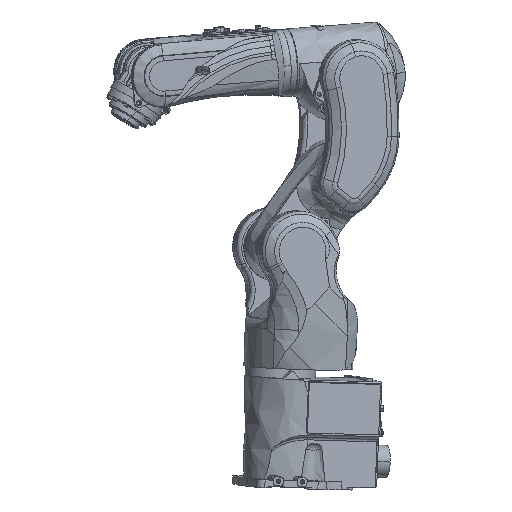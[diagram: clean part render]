
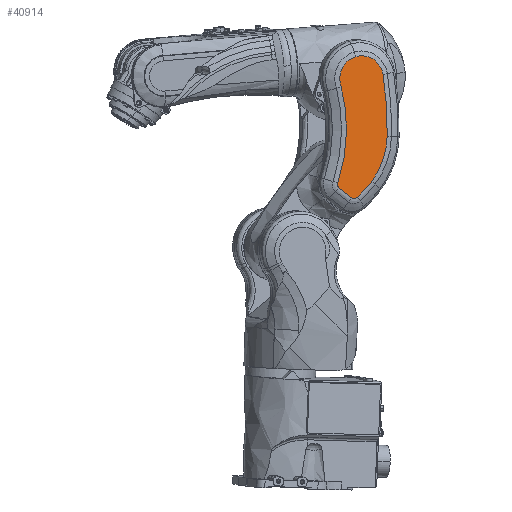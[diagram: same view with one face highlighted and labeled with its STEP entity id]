
A CAD part, top view. The second image highlights one B-rep face of the part: STEP entity #40914.
In plain terms, the highlighted free-form (B-spline) face has degree [1, 1] with [2, 2] control points.
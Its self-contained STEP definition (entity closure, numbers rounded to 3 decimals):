
#35616 = VERTEX_POINT('',#35617);
#35617 = CARTESIAN_POINT('',(-123.61,165.662,
    -103.387));
#35623 = EDGE_CURVE('',#35624,#35616,#35626,.T.);
#35624 = VERTEX_POINT('',#35625);
#35625 = CARTESIAN_POINT('',(-90.677,144.131,
    -113.229));
#35626 = ( BOUNDED_CURVE() B_SPLINE_CURVE(2,(#35627,#35628,#35629),
.UNSPECIFIED.,.F.,.F.) B_SPLINE_CURVE_WITH_KNOTS((3,3),(4.607,
6.283),.PIECEWISE_BEZIER_KNOTS.) CURVE() 
GEOMETRIC_REPRESENTATION_ITEM() RATIONAL_B_SPLINE_CURVE((1.,
0.669,1.)) REPRESENTATION_ITEM('') );
#35627 = CARTESIAN_POINT('',(-90.677,144.131,
    -113.229));
#35628 = CARTESIAN_POINT('',(-95.392,173.97,
    -110.713));
#35629 = CARTESIAN_POINT('',(-123.61,165.662,
    -103.387));
#40914 = ADVANCED_FACE('',(#40915),#40984,.T.);
#40915 = FACE_BOUND('',#40916,.T.);
#40916 = EDGE_LOOP('',(#40917,#40918,#40926,#40934,#40944,#40952,#40962,
    #40970,#40978));
#40917 = ORIENTED_EDGE('',*,*,#35623,.T.);
#40918 = ORIENTED_EDGE('',*,*,#40919,.T.);
#40919 = EDGE_CURVE('',#35616,#40920,#40922,.T.);
#40920 = VERTEX_POINT('',#40921);
#40921 = CARTESIAN_POINT('',(-141.191,129.257,
    -100.114));
#40922 = ( BOUNDED_CURVE() B_SPLINE_CURVE(2,(#40923,#40924,#40925),
.UNSPECIFIED.,.F.,.F.) B_SPLINE_CURVE_WITH_KNOTS((3,3),(0.,
1.676),.PIECEWISE_BEZIER_KNOTS.) CURVE() 
GEOMETRIC_REPRESENTATION_ITEM() RATIONAL_B_SPLINE_CURVE((1.,
0.669,1.)) REPRESENTATION_ITEM('') );
#40923 = CARTESIAN_POINT('',(-123.61,165.662,
    -103.387));
#40924 = CARTESIAN_POINT('',(-151.828,157.353,
    -96.06));
#40925 = CARTESIAN_POINT('',(-141.191,129.257,
    -100.114));
#40926 = ORIENTED_EDGE('',*,*,#40927,.F.);
#40927 = EDGE_CURVE('',#40928,#40920,#40930,.T.);
#40928 = VERTEX_POINT('',#40929);
#40929 = CARTESIAN_POINT('',(-145.372,13.109,
    -103.783));
#40930 = ( BOUNDED_CURVE() B_SPLINE_CURVE(2,(#40931,#40932,#40933),
.UNSPECIFIED.,.F.,.F.) B_SPLINE_CURVE_WITH_KNOTS((3,3),(5.692,
6.283),.PIECEWISE_BEZIER_KNOTS.) CURVE() 
GEOMETRIC_REPRESENTATION_ITEM() RATIONAL_B_SPLINE_CURVE((1.,
0.957,1.)) REPRESENTATION_ITEM('') );
#40931 = CARTESIAN_POINT('',(-145.372,13.109,
    -103.783));
#40932 = CARTESIAN_POINT('',(-126.195,70.716,
    -106.612));
#40933 = CARTESIAN_POINT('',(-141.191,129.257,
    -100.114));
#40934 = ORIENTED_EDGE('',*,*,#40935,.F.);
#40935 = EDGE_CURVE('',#40936,#40928,#40938,.T.);
#40936 = VERTEX_POINT('',#40937);
#40937 = CARTESIAN_POINT('',(-143.809,6.788,
    -104.469));
#40938 = B_SPLINE_CURVE_WITH_KNOTS('',4,(#40939,#40940,#40941,#40942,
    #40943),.UNSPECIFIED.,.F.,.F.,(5,5),(0.,1.),
  .PIECEWISE_BEZIER_KNOTS.);
#40939 = CARTESIAN_POINT('',(-143.809,6.788,
    -104.469));
#40940 = CARTESIAN_POINT('',(-145.047,7.94,
    -104.085));
#40941 = CARTESIAN_POINT('',(-145.85,9.602,
    -103.798));
#40942 = CARTESIAN_POINT('',(-145.919,11.467,
    -103.702));
#40943 = CARTESIAN_POINT('',(-145.372,13.109,
    -103.783));
#40944 = ORIENTED_EDGE('',*,*,#40945,.F.);
#40945 = EDGE_CURVE('',#40946,#40936,#40948,.T.);
#40946 = VERTEX_POINT('',#40947);
#40947 = CARTESIAN_POINT('',(-128.724,-5.,
    -109.057));
#40948 = ( BOUNDED_CURVE() B_SPLINE_CURVE(2,(#40949,#40950,#40951),
.UNSPECIFIED.,.F.,.F.) B_SPLINE_CURVE_WITH_KNOTS((3,3),(6.114,
6.283),.PIECEWISE_BEZIER_KNOTS.) CURVE() 
GEOMETRIC_REPRESENTATION_ITEM() RATIONAL_B_SPLINE_CURVE((1.,
0.996,1.)) REPRESENTATION_ITEM('') );
#40949 = CARTESIAN_POINT('',(-128.724,-5.,
    -109.057));
#40950 = CARTESIAN_POINT('',(-136.756,0.227,
    -106.657));
#40951 = CARTESIAN_POINT('',(-143.809,6.788,
    -104.469));
#40952 = ORIENTED_EDGE('',*,*,#40953,.F.);
#40953 = EDGE_CURVE('',#40954,#40946,#40956,.T.);
#40954 = VERTEX_POINT('',#40955);
#40955 = CARTESIAN_POINT('',(-121.821,-4.363,
    -110.907));
#40956 = B_SPLINE_CURVE_WITH_KNOTS('',4,(#40957,#40958,#40959,#40960,
    #40961),.UNSPECIFIED.,.F.,.F.,(5,5),(0.,1.),
  .PIECEWISE_BEZIER_KNOTS.);
#40957 = CARTESIAN_POINT('',(-121.821,-4.363,
    -110.907));
#40958 = CARTESIAN_POINT('',(-123.212,-5.654,
    -110.582));
#40959 = CARTESIAN_POINT('',(-125.148,-6.334,
    -110.084));
#40960 = CARTESIAN_POINT('',(-127.159,-6.019,
    -109.525));
#40961 = CARTESIAN_POINT('',(-128.724,-5.,
    -109.057));
#40962 = ORIENTED_EDGE('',*,*,#40963,.F.);
#40963 = EDGE_CURVE('',#40964,#40954,#40966,.T.);
#40964 = VERTEX_POINT('',#40965);
#40965 = CARTESIAN_POINT('',(-104.121,15.399,
    -114.901));
#40966 = ( BOUNDED_CURVE() B_SPLINE_CURVE(2,(#40967,#40968,#40969),
.UNSPECIFIED.,.F.,.F.) B_SPLINE_CURVE_WITH_KNOTS((3,3),(6.098,
6.283),.PIECEWISE_BEZIER_KNOTS.) CURVE() 
GEOMETRIC_REPRESENTATION_ITEM() RATIONAL_B_SPLINE_CURVE((1.,
0.996,1.)) REPRESENTATION_ITEM('') );
#40967 = CARTESIAN_POINT('',(-104.121,15.399,
    -114.901));
#40968 = CARTESIAN_POINT('',(-112.092,4.675,
    -113.178));
#40969 = CARTESIAN_POINT('',(-121.821,-4.363,
    -110.907));
#40970 = ORIENTED_EDGE('',*,*,#40971,.F.);
#40971 = EDGE_CURVE('',#40972,#40964,#40974,.T.);
#40972 = VERTEX_POINT('',#40973);
#40973 = CARTESIAN_POINT('',(-85.661,69.358,
    -117.686));
#40974 = ( BOUNDED_CURVE() B_SPLINE_CURVE(2,(#40975,#40976,#40977),
.UNSPECIFIED.,.F.,.F.) B_SPLINE_CURVE_WITH_KNOTS((3,3),(5.647,
6.283),.PIECEWISE_BEZIER_KNOTS.) CURVE() 
GEOMETRIC_REPRESENTATION_ITEM() RATIONAL_B_SPLINE_CURVE((1.,
0.95,1.)) REPRESENTATION_ITEM('') );
#40975 = CARTESIAN_POINT('',(-85.661,69.358,
    -117.686));
#40976 = CARTESIAN_POINT('',(-86.337,39.326,
    -118.745));
#40977 = CARTESIAN_POINT('',(-104.121,15.399,
    -114.901));
#40978 = ORIENTED_EDGE('',*,*,#40979,.T.);
#40979 = EDGE_CURVE('',#40972,#35624,#40980,.T.);
#40980 = ( BOUNDED_CURVE() B_SPLINE_CURVE(2,(#40981,#40982,#40983),
.UNSPECIFIED.,.F.,.F.) B_SPLINE_CURVE_WITH_KNOTS((3,3),(0.,
0.185),.PIECEWISE_BEZIER_KNOTS.) CURVE() 
GEOMETRIC_REPRESENTATION_ITEM() RATIONAL_B_SPLINE_CURVE((1.,
0.996,1.)) REPRESENTATION_ITEM('') );
#40981 = CARTESIAN_POINT('',(-85.661,69.358,
    -117.686));
#40982 = CARTESIAN_POINT('',(-84.813,107.023,
    -116.359));
#40983 = CARTESIAN_POINT('',(-90.677,144.131,
    -113.229));
#40984 = B_SPLINE_SURFACE_WITH_KNOTS('',1,1,(
    (#40985,#40986)
    ,(#40987,#40988
    )),.UNSPECIFIED.,.F.,.F.,.F.,(2,2),(2,2),(0.035,
    197.985),(0.015,100.898),
  .PIECEWISE_BEZIER_KNOTS.);
#40985 = CARTESIAN_POINT('',(-108.915,-12.502,
    -114.752));
#40986 = CARTESIAN_POINT('',(-186.822,15.183,
    -92.43));
#40987 = CARTESIAN_POINT('',(-54.787,146.376,
    -122.892));
#40988 = CARTESIAN_POINT('',(-132.695,174.061,
    -100.57));
